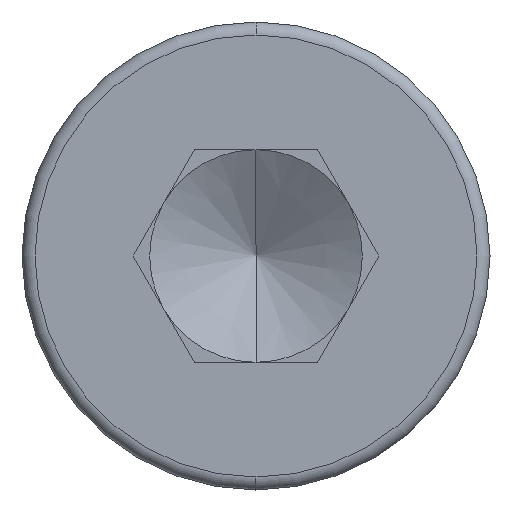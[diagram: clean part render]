
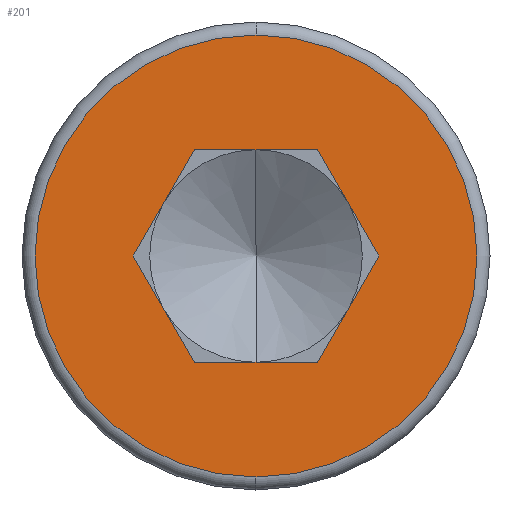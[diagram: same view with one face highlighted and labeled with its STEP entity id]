
A CAD part, left-side view. The second image highlights one B-rep face of the part: STEP entity #201.
In plain terms, the highlighted planar face has unit normal (-1, 0, 0).
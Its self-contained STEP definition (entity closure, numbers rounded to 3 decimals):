
#4 = VERTEX_POINT ( 'NONE', #19 ) ;
#8 = VECTOR ( 'NONE', #685, 1000. ) ;
#9 = VECTOR ( 'NONE', #561, 1000. ) ;
#19 = CARTESIAN_POINT ( 'NONE',  ( 0., -0.59, 1.022 ) ) ;
#23 = CARTESIAN_POINT ( 'NONE',  ( 0., 0., 0. ) ) ;
#32 = EDGE_CURVE ( 'NONE', #4, #53, #50, .T. ) ;
#45 = CIRCLE ( 'NONE', #179, 2.125 ) ;
#50 = LINE ( 'NONE', #231, #482 ) ;
#53 = VERTEX_POINT ( 'NONE', #564 ) ;
#72 = FACE_BOUND ( 'NONE', #151, .T. ) ;
#77 = VERTEX_POINT ( 'NONE', #594 ) ;
#82 = EDGE_LOOP ( 'NONE', ( #740, #710 ) ) ;
#105 = ORIENTED_EDGE ( 'NONE', *, *, #32, .F. ) ;
#106 = CARTESIAN_POINT ( 'NONE',  ( 0., -0.59, -1.023 ) ) ;
#108 = DIRECTION ( 'NONE',  ( 0., 0.5, -0.866 ) ) ;
#110 = ORIENTED_EDGE ( 'NONE', *, *, #375, .F. ) ;
#112 = DIRECTION ( 'NONE',  ( -1., 0., 0. ) ) ;
#132 = DIRECTION ( 'NONE',  ( -1., 0., 0. ) ) ;
#135 = LINE ( 'NONE', #538, #756 ) ;
#140 = CARTESIAN_POINT ( 'NONE',  ( 0., 0., 0. ) ) ;
#142 = LINE ( 'NONE', #423, #389 ) ;
#145 = EDGE_CURVE ( 'NONE', #4, #753, #142, .T. ) ;
#151 = EDGE_LOOP ( 'NONE', ( #188, #105, #596, #178, #110, #208 ) ) ;
#178 = ORIENTED_EDGE ( 'NONE', *, *, #252, .T. ) ;
#179 = AXIS2_PLACEMENT_3D ( 'NONE', #23, #132, #312 ) ;
#180 = CARTESIAN_POINT ( 'NONE',  ( 0., 0., 0. ) ) ;
#188 = ORIENTED_EDGE ( 'NONE', *, *, #695, .T. ) ;
#201 = ADVANCED_FACE ( 'NONE', ( #72, #734 ), #617, .T. ) ;
#208 = ORIENTED_EDGE ( 'NONE', *, *, #563, .F. ) ;
#210 = EDGE_CURVE ( 'NONE', #236, #597, #45, .T. ) ;
#216 = AXIS2_PLACEMENT_3D ( 'NONE', #140, #112, #340 ) ;
#227 = AXIS2_PLACEMENT_3D ( 'NONE', #180, #731, #304 ) ;
#228 = CARTESIAN_POINT ( 'NONE',  ( 0., 1.181, 0. ) ) ;
#231 = CARTESIAN_POINT ( 'NONE',  ( 0., -0.59, 1.022 ) ) ;
#236 = VERTEX_POINT ( 'NONE', #431 ) ;
#245 = VERTEX_POINT ( 'NONE', #106 ) ;
#252 = EDGE_CURVE ( 'NONE', #753, #245, #626, .T. ) ;
#304 = DIRECTION ( 'NONE',  ( 0., 0., 1. ) ) ;
#312 = DIRECTION ( 'NONE',  ( 0., 0., 1. ) ) ;
#317 = CARTESIAN_POINT ( 'NONE',  ( 0., -1.181, 0. ) ) ;
#336 = CARTESIAN_POINT ( 'NONE',  ( 0., -1.181, 0. ) ) ;
#340 = DIRECTION ( 'NONE',  ( 0., 0., 1. ) ) ;
#373 = CARTESIAN_POINT ( 'NONE',  ( 0., 1.181, 0. ) ) ;
#375 = EDGE_CURVE ( 'NONE', #77, #245, #673, .T. ) ;
#384 = DIRECTION ( 'NONE',  ( 0., 1., 0. ) ) ;
#389 = VECTOR ( 'NONE', #674, 1000. ) ;
#404 = VECTOR ( 'NONE', #108, 1000. ) ;
#423 = CARTESIAN_POINT ( 'NONE',  ( 0., -0.59, 1.022 ) ) ;
#431 = CARTESIAN_POINT ( 'NONE',  ( 0., 0., 2.125 ) ) ;
#482 = VECTOR ( 'NONE', #384, 1000. ) ;
#489 = LINE ( 'NONE', #228, #8 ) ;
#538 = CARTESIAN_POINT ( 'NONE',  ( 0., 1.181, 0. ) ) ;
#561 = DIRECTION ( 'NONE',  ( 0., -1., 0. ) ) ;
#562 = CIRCLE ( 'NONE', #227, 2.125 ) ;
#563 = EDGE_CURVE ( 'NONE', #727, #77, #135, .T. ) ;
#564 = CARTESIAN_POINT ( 'NONE',  ( 0., 0.59, 1.022 ) ) ;
#594 = CARTESIAN_POINT ( 'NONE',  ( 0., 0.59, -1.023 ) ) ;
#596 = ORIENTED_EDGE ( 'NONE', *, *, #145, .T. ) ;
#597 = VERTEX_POINT ( 'NONE', #647 ) ;
#617 = PLANE ( 'NONE',  #216 ) ;
#626 = LINE ( 'NONE', #336, #404 ) ;
#647 = CARTESIAN_POINT ( 'NONE',  ( 0., 0., -2.125 ) ) ;
#673 = LINE ( 'NONE', #705, #9 ) ;
#674 = DIRECTION ( 'NONE',  ( 0., -0.5, -0.866 ) ) ;
#679 = EDGE_CURVE ( 'NONE', #597, #236, #562, .T. ) ;
#685 = DIRECTION ( 'NONE',  ( 0., -0.5, 0.866 ) ) ;
#687 = DIRECTION ( 'NONE',  ( 0., -0.5, -0.866 ) ) ;
#695 = EDGE_CURVE ( 'NONE', #727, #53, #489, .T. ) ;
#705 = CARTESIAN_POINT ( 'NONE',  ( 0., 0.59, -1.023 ) ) ;
#710 = ORIENTED_EDGE ( 'NONE', *, *, #679, .T. ) ;
#727 = VERTEX_POINT ( 'NONE', #373 ) ;
#731 = DIRECTION ( 'NONE',  ( -1., 0., 0. ) ) ;
#734 = FACE_OUTER_BOUND ( 'NONE', #82, .T. ) ;
#740 = ORIENTED_EDGE ( 'NONE', *, *, #210, .T. ) ;
#753 = VERTEX_POINT ( 'NONE', #317 ) ;
#756 = VECTOR ( 'NONE', #687, 1000. ) ;
